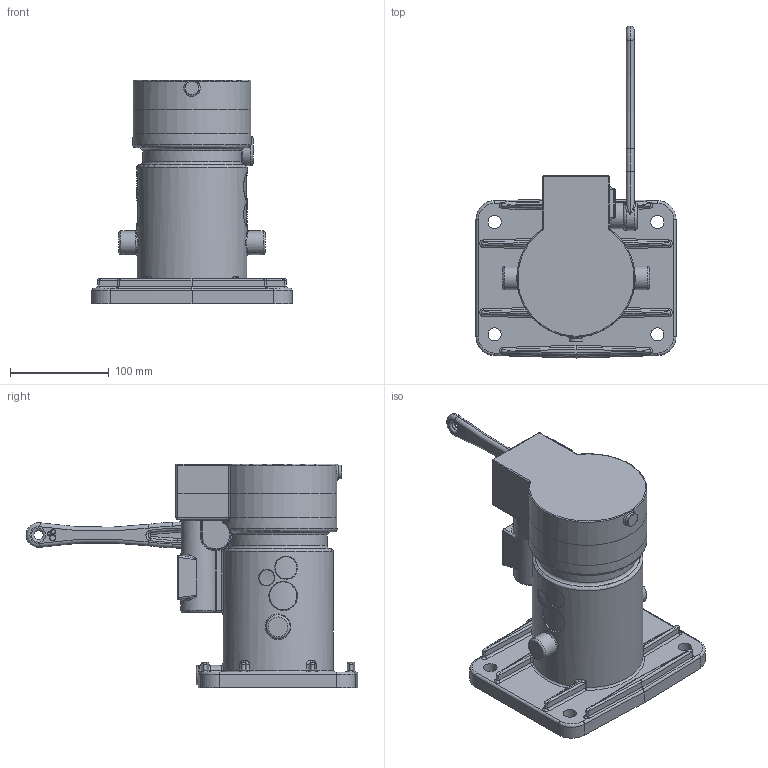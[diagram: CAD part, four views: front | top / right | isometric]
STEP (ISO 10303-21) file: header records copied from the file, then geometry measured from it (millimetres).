
FILE_DESCRIPTION(/* description */ (''),/* implementation_level */ '2;1');
FILE_NAME(/* name */ 'PL REC QR [Solid].stp',/* time_stamp */ '2022-10-05T13:52:07+10:00',/* author */ ('a.tao491'),/* organization */ (''),/* preprocessor_version */ 'ST-DEVELOPER v16.5',/* originating_system */ 'Autodesk Inventor 2017',/* authorisation */ '');
FILE_SCHEMA (('AUTOMOTIVE_DESIGN { 1 0 10303 214 3 1 1 }'));
Products named in the file (3): 2525_SLD with handle 2531_SLD; 2525_SLD; 2531_SLD
Assembly tree (2 placements, depth 2):
  2525_SLD with handle 2531_SLD
    2525_SLD
    2531_SLD
Bounding box: 203 x 336.5 x 227 mm (x, y, z)
Volume: 3060980.8 mm3; surface area: 204597.5 mm2
Topology: 2 solids, 2 shells, 506 faces, 1141 edges, 642 vertices
Faces by surface type: cylinder 177, bspline 123, torus 90, plane 87, sphere 24, cone 5
Full cylindrical faces by diameter (mm): 2.7 x2, 9.5 x1, 13.5 x4, 14 x1, 20 x1, 24 x2, 26.5 x1, 112 x1
Entity records: 43924 total; most frequent: CARTESIAN_POINT 32827, DIRECTION 2240, ORIENTED_EDGE 2160, EDGE_CURVE 1080, AXIS2_PLACEMENT_3D 963, VERTEX_POINT 626, EDGE_LOOP 564, CIRCLE 512
